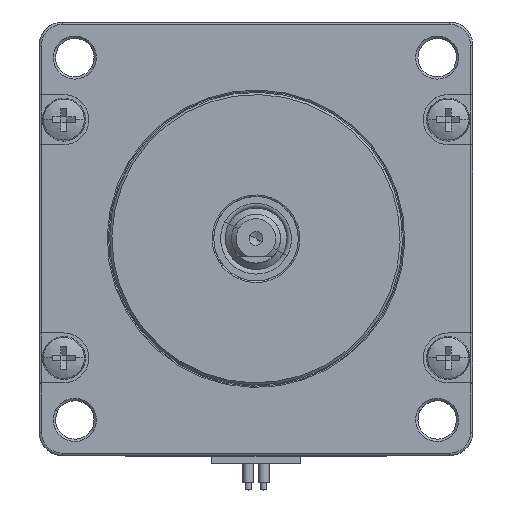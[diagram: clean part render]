
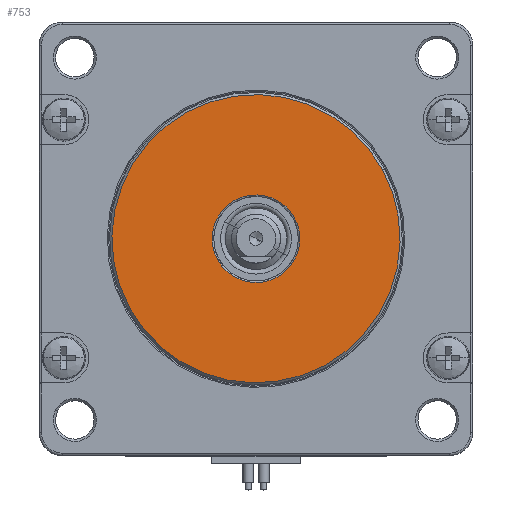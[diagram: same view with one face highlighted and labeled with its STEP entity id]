
A CAD part, top view. The second image highlights one B-rep face of the part: STEP entity #753.
In plain terms, the highlighted planar face has unit normal (0, 0, 1).
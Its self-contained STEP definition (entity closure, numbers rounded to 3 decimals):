
#635=AXIS2_PLACEMENT_3D('Circle Axis2P3D',#633,#634,$) ;
#659=AXIS2_PLACEMENT_3D('Circle Axis2P3D',#657,#658,$) ;
#729=AXIS2_PLACEMENT_3D('Plane Axis2P3D',#726,#727,#728) ;
#733=AXIS2_PLACEMENT_3D('Circle Axis2P3D',#731,#732,$) ;
#742=AXIS2_PLACEMENT_3D('Circle Axis2P3D',#740,#741,$) ;
#630=CARTESIAN_POINT('Vertex',(-5.002,-2.733,1.6)) ;
#633=CARTESIAN_POINT('Axis2P3D Location',(0.,0.,1.6)) ;
#637=CARTESIAN_POINT('Vertex',(5.002,2.733,1.6)) ;
#657=CARTESIAN_POINT('Axis2P3D Location',(0.,0.,1.6)) ;
#726=CARTESIAN_POINT('Axis2P3D Location',(5.5,0.,1.6)) ;
#731=CARTESIAN_POINT('Axis2P3D Location',(0.,0.,1.6)) ;
#735=CARTESIAN_POINT('Vertex',(-16.455,-8.989,1.6)) ;
#737=CARTESIAN_POINT('Vertex',(16.455,8.989,1.6)) ;
#740=CARTESIAN_POINT('Axis2P3D Location',(0.,0.,1.6)) ;
#634=DIRECTION('Axis2P3D Direction',(0.,-0.,1.)) ;
#658=DIRECTION('Axis2P3D Direction',(-0.,0.,1.)) ;
#727=DIRECTION('Axis2P3D Direction',(0.,0.,1.)) ;
#728=DIRECTION('Axis2P3D XDirection',(1.,0.,0.)) ;
#732=DIRECTION('Axis2P3D Direction',(0.,0.,1.)) ;
#741=DIRECTION('Axis2P3D Direction',(0.,0.,1.)) ;
#746=ORIENTED_EDGE('',*,*,#739,.T.) ;
#747=ORIENTED_EDGE('',*,*,#744,.T.) ;
#750=ORIENTED_EDGE('',*,*,#661,.F.) ;
#751=ORIENTED_EDGE('',*,*,#639,.F.) ;
#752=FACE_BOUND('',#749,.T.) ;
#753=ADVANCED_FACE('priruba predni',(#748,#752),#730,.T.) ;
#636=CIRCLE('generated circle',#635,5.7) ;
#660=CIRCLE('generated circle',#659,5.7) ;
#734=CIRCLE('generated circle',#733,18.75) ;
#743=CIRCLE('generated circle',#742,18.75) ;
#639=EDGE_CURVE('',#631,#638,#636,.T.) ;
#661=EDGE_CURVE('',#638,#631,#660,.T.) ;
#739=EDGE_CURVE('',#736,#738,#734,.T.) ;
#744=EDGE_CURVE('',#738,#736,#743,.T.) ;
#745=EDGE_LOOP('',(#746,#747)) ;
#749=EDGE_LOOP('',(#750,#751)) ;
#748=FACE_OUTER_BOUND('',#745,.T.) ;
#730=PLANE('Plane',#729) ;
#631=VERTEX_POINT('',#630) ;
#638=VERTEX_POINT('',#637) ;
#736=VERTEX_POINT('',#735) ;
#738=VERTEX_POINT('',#737) ;
